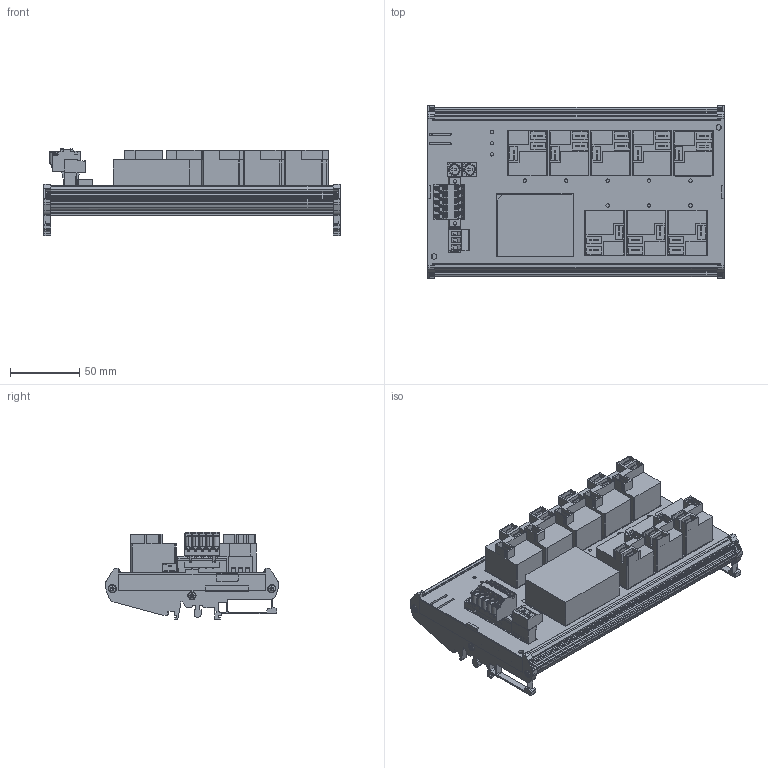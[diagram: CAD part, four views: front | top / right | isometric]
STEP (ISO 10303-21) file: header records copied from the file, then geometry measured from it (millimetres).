
FILE_DESCRIPTION(/* description */ (''),/* implementation_level */ '2;1');
FILE_NAME(/* name */ 'HE569DQM209_FOR_WEB.stp',/* time_stamp */ '2021-04-12T09:34:49-04:00',/* author */ ('BRamsey'),/* organization */ (''),/* preprocessor_version */ 'ST-DEVELOPER v15.6',/* originating_system */ 'Autodesk Inventor 2015',/* authorisation */ '');
FILE_SCHEMA (('AUTOMOTIVE_DESIGN { 1 0 10303 214 3 1 1 }'));
Products named in the file (1): HE569DQM209
Bounding box: 214.6 x 125.41 x 63.62 mm (x, y, z)
Volume: 358383 mm3; surface area: 211196.9 mm2
Topology: 1 solids, 31 shells, 4761 faces, 13379 edges, 8827 vertices
Faces by surface type: plane 3396, cylinder 953, bspline 314, cone 54, torus 23, sphere 21
Full cylindrical faces by diameter (mm): 0.38 x1, 0.434 x1, 0.457 x1, 0.609 x1, 0.762 x32, 0.965 x8, 1.4 x8, 1.71 x60, 1.8 x2, 2.4 x11, 2.404 x6, 2.5 x2, 2.8 x4, 3 x28, 3.4 x6, 3.783 x3, 3.95 x2, 4 x3, 5.15 x6, 6 x4
Entity records: 169199 total; most frequent: CARTESIAN_POINT 46055, ORIENTED_EDGE 25878, DIRECTION 22992, EDGE_CURVE 12939, LINE 9750, VECTOR 9750, VERTEX_POINT 8609, AXIS2_PLACEMENT_3D 6621
